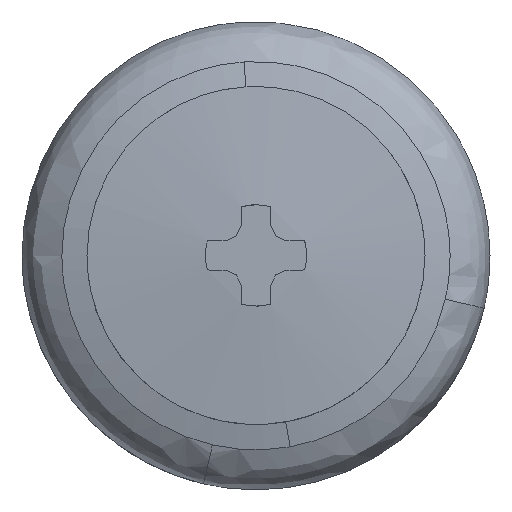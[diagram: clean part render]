
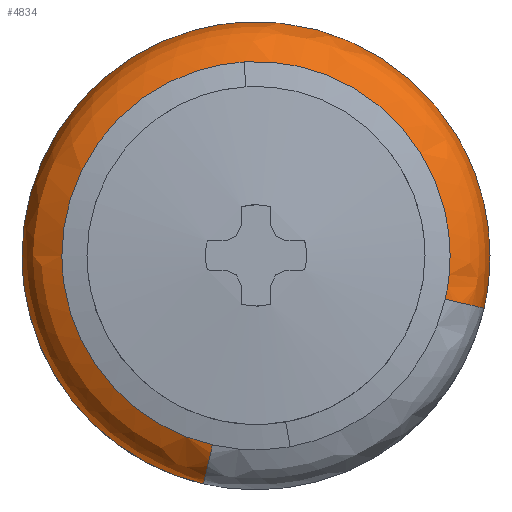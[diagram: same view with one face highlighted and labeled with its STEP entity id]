
A CAD part, top view. The second image highlights one B-rep face of the part: STEP entity #4834.
In plain terms, the highlighted free-form (B-spline) face has degree [2, 2] with [7, 3] control points.
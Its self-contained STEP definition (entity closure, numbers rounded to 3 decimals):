
#3906=CARTESIAN_POINT('',(8.425,3.165,-7.577));
#3907=VERTEX_POINT('',#3906);
#3908=CARTESIAN_POINT('',(9.,0.0,-7.577));
#3909=VERTEX_POINT('',#3908);
#3910=CARTESIAN_POINT('',(8.425,3.165,-7.577));
#3911=CARTESIAN_POINT('',(9.,1.634,-7.577));
#3912=CARTESIAN_POINT('',(9.,0.0,-7.577));
#3920=(BOUNDED_CURVE()B_SPLINE_CURVE(2,(#3910,#3911,#3912),.UNSPECIFIED.,.F.,.U.)B_SPLINE_CURVE_WITH_KNOTS((3,3),(0.44,0.5),.UNSPECIFIED.)CURVE()GEOMETRIC_REPRESENTATION_ITEM()RATIONAL_B_SPLINE_CURVE((0.893,0.93,1.0))REPRESENTATION_ITEM(''));
#3921=EDGE_CURVE('',#3907,#3909,#3920,.T.);
#3923=CARTESIAN_POINT('',(8.771,-2.018,-7.577));
#3924=VERTEX_POINT('',#3923);
#3925=CARTESIAN_POINT('',(9.,0.0,-7.577));
#3926=CARTESIAN_POINT('',(9.,-1.022,-7.577));
#3927=CARTESIAN_POINT('',(8.771,-2.018,-7.577));
#3935=(BOUNDED_CURVE()B_SPLINE_CURVE(2,(#3925,#3926,#3927),.UNSPECIFIED.,.F.,.U.)B_SPLINE_CURVE_WITH_KNOTS((3,3),(0.5,0.538),.UNSPECIFIED.)CURVE()GEOMETRIC_REPRESENTATION_ITEM()RATIONAL_B_SPLINE_CURVE((1.0,0.955,0.924))REPRESENTATION_ITEM(''));
#3936=EDGE_CURVE('',#3909,#3924,#3935,.T.);
#3938=CARTESIAN_POINT('',(-2.018,-8.771,-7.577));
#3939=VERTEX_POINT('',#3938);
#3955=CARTESIAN_POINT('',(-9.,0.0,-7.577));
#3956=VERTEX_POINT('',#3955);
#3957=CARTESIAN_POINT('',(-2.018,-8.771,-7.577));
#3958=CARTESIAN_POINT('',(-9.,-7.164,-7.577));
#3959=CARTESIAN_POINT('',(-9.,0.0,-7.577));
#3967=(BOUNDED_CURVE()B_SPLINE_CURVE(2,(#3957,#3958,#3959),.UNSPECIFIED.,.F.,.U.)B_SPLINE_CURVE_WITH_KNOTS((3,3),(0.788,1.0),.UNSPECIFIED.)CURVE()GEOMETRIC_REPRESENTATION_ITEM()RATIONAL_B_SPLINE_CURVE((0.924,0.752,1.0))REPRESENTATION_ITEM(''));
#3968=EDGE_CURVE('',#3939,#3956,#3967,.T.);
#3970=CARTESIAN_POINT('',(-0.549,8.983,-7.577));
#3971=VERTEX_POINT('',#3970);
#3972=CARTESIAN_POINT('',(-9.,0.0,-7.577));
#3973=CARTESIAN_POINT('',(-9.,8.466,-7.577));
#3974=CARTESIAN_POINT('',(-0.549,8.983,-7.577));
#3982=(BOUNDED_CURVE()B_SPLINE_CURVE(2,(#3972,#3973,#3974),.UNSPECIFIED.,.F.,.U.)B_SPLINE_CURVE_WITH_KNOTS((3,3),(0.0,0.239),.UNSPECIFIED.)CURVE()GEOMETRIC_REPRESENTATION_ITEM()RATIONAL_B_SPLINE_CURVE((1.0,0.72,0.976))REPRESENTATION_ITEM(''));
#3983=EDGE_CURVE('',#3956,#3971,#3982,.T.);
#4061=CARTESIAN_POINT('',(-0.549,8.983,-7.577));
#4062=CARTESIAN_POINT('',(-0.275,9.,-7.577));
#4063=CARTESIAN_POINT('',(0.0,9.,-7.577));
#4064=CARTESIAN_POINT('',(6.233,9.,-7.577));
#4065=CARTESIAN_POINT('',(8.425,3.165,-7.577));
#4073=(BOUNDED_CURVE()B_SPLINE_CURVE(2,(#4061,#4062,#4063,#4064,#4065),.UNSPECIFIED.,.F.,.U.)B_SPLINE_CURVE_WITH_KNOTS((3,2,3),(0.239,0.25,0.44),.UNSPECIFIED.)CURVE()GEOMETRIC_REPRESENTATION_ITEM()RATIONAL_B_SPLINE_CURVE((0.976,0.988,1.0,0.777,0.893))REPRESENTATION_ITEM(''));
#4074=EDGE_CURVE('',#3971,#3907,#4073,.T.);
#4120=CARTESIAN_POINT('',(-1.675,-7.277,-5.632));
#4121=VERTEX_POINT('',#4120);
#4191=CARTESIAN_POINT('',(-0.456,7.453,-5.632));
#4192=VERTEX_POINT('',#4191);
#4198=CARTESIAN_POINT('',(-7.467,0.0,-5.632));
#4199=VERTEX_POINT('',#4198);
#4200=CARTESIAN_POINT('',(-7.467,0.0,-5.632));
#4201=CARTESIAN_POINT('',(-7.467,7.024,-5.632));
#4202=CARTESIAN_POINT('',(-0.456,7.453,-5.632));
#4210=(BOUNDED_CURVE()B_SPLINE_CURVE(2,(#4200,#4201,#4202),.UNSPECIFIED.,.F.,.U.)B_SPLINE_CURVE_WITH_KNOTS((3,3),(0.0,0.239),.UNSPECIFIED.)CURVE()GEOMETRIC_REPRESENTATION_ITEM()RATIONAL_B_SPLINE_CURVE((1.0,0.72,0.976))REPRESENTATION_ITEM(''));
#4211=EDGE_CURVE('',#4199,#4192,#4210,.T.);
#4213=CARTESIAN_POINT('',(-1.675,-7.277,-5.632));
#4214=CARTESIAN_POINT('',(-7.467,-5.944,-5.632));
#4215=CARTESIAN_POINT('',(-7.467,0.0,-5.632));
#4223=(BOUNDED_CURVE()B_SPLINE_CURVE(2,(#4213,#4214,#4215),.UNSPECIFIED.,.F.,.U.)B_SPLINE_CURVE_WITH_KNOTS((3,3),(0.788,1.0),.UNSPECIFIED.)CURVE()GEOMETRIC_REPRESENTATION_ITEM()RATIONAL_B_SPLINE_CURVE((0.924,0.752,1.0))REPRESENTATION_ITEM(''));
#4224=EDGE_CURVE('',#4121,#4199,#4223,.T.);
#4247=CARTESIAN_POINT('',(7.277,-1.675,-5.632));
#4248=VERTEX_POINT('',#4247);
#4262=CARTESIAN_POINT('',(7.467,0.0,-5.632));
#4263=VERTEX_POINT('',#4262);
#4264=CARTESIAN_POINT('',(7.467,0.0,-5.632));
#4265=CARTESIAN_POINT('',(7.467,-0.848,-5.632));
#4266=CARTESIAN_POINT('',(7.277,-1.675,-5.632));
#4274=(BOUNDED_CURVE()B_SPLINE_CURVE(2,(#4264,#4265,#4266),.UNSPECIFIED.,.F.,.U.)B_SPLINE_CURVE_WITH_KNOTS((3,3),(0.5,0.538),.UNSPECIFIED.)CURVE()GEOMETRIC_REPRESENTATION_ITEM()RATIONAL_B_SPLINE_CURVE((1.0,0.955,0.924))REPRESENTATION_ITEM(''));
#4275=EDGE_CURVE('',#4263,#4248,#4274,.T.);
#4277=CARTESIAN_POINT('',(-0.456,7.453,-5.632));
#4278=CARTESIAN_POINT('',(-0.228,7.467,-5.632));
#4279=CARTESIAN_POINT('',(0.0,7.467,-5.632));
#4280=CARTESIAN_POINT('',(7.467,7.467,-5.632));
#4281=CARTESIAN_POINT('',(7.467,0.0,-5.632));
#4289=(BOUNDED_CURVE()B_SPLINE_CURVE(2,(#4277,#4278,#4279,#4280,#4281),.UNSPECIFIED.,.F.,.U.)B_SPLINE_CURVE_WITH_KNOTS((3,2,3),(0.239,0.25,0.5),.UNSPECIFIED.)CURVE()GEOMETRIC_REPRESENTATION_ITEM()RATIONAL_B_SPLINE_CURVE((0.976,0.988,1.0,0.707,1.0))REPRESENTATION_ITEM(''));
#4290=EDGE_CURVE('',#4192,#4263,#4289,.T.);
#4768=CARTESIAN_POINT('',(-1.648,-7.16,-5.607));
#4769=CARTESIAN_POINT('',(-8.808,-5.512,-5.607));
#4770=CARTESIAN_POINT('',(-7.16,1.648,-5.607));
#4771=CARTESIAN_POINT('',(-5.512,8.808,-5.607));
#4772=CARTESIAN_POINT('',(1.648,7.16,-5.607));
#4773=CARTESIAN_POINT('',(8.808,5.512,-5.607));
#4774=CARTESIAN_POINT('',(7.16,-1.648,-5.607));
#4775=CARTESIAN_POINT('',(-2.042,-8.874,-5.917));
#4776=CARTESIAN_POINT('',(-10.916,-6.831,-5.917));
#4777=CARTESIAN_POINT('',(-8.874,2.042,-5.917));
#4778=CARTESIAN_POINT('',(-6.831,10.916,-5.917));
#4779=CARTESIAN_POINT('',(2.042,8.874,-5.917));
#4780=CARTESIAN_POINT('',(10.916,6.831,-5.917));
#4781=CARTESIAN_POINT('',(8.874,-2.042,-5.917));
#4782=CARTESIAN_POINT('',(-2.018,-8.767,-7.699));
#4783=CARTESIAN_POINT('',(-10.785,-6.749,-7.699));
#4784=CARTESIAN_POINT('',(-8.767,2.018,-7.699));
#4785=CARTESIAN_POINT('',(-6.749,10.785,-7.699));
#4786=CARTESIAN_POINT('',(2.018,8.767,-7.699));
#4787=CARTESIAN_POINT('',(10.785,6.749,-7.699));
#4788=CARTESIAN_POINT('',(8.767,-2.018,-7.699));
#4796=(BOUNDED_SURFACE()B_SPLINE_SURFACE(2,2,((#4768,#4775,#4782),(#4769,#4776,#4783),(#4770,#4777,#4784),(#4771,#4778,#4785),(#4772,#4779,#4786),(#4773,#4780,#4787),(#4774,#4781,#4788)),.UNSPECIFIED.,.F.,.F.,.U.)B_SPLINE_SURFACE_WITH_KNOTS((3,2,2,3),(3,3),(0.0,14.905,29.811,44.716),(0.0,3.051),.UNSPECIFIED.)GEOMETRIC_REPRESENTATION_ITEM()RATIONAL_B_SPLINE_SURFACE(((0.915,0.682,0.914),(0.647,0.483,0.647),(0.915,0.682,0.914),(0.647,0.483,0.647),(0.915,0.682,0.914),(0.647,0.483,0.647),(0.915,0.682,0.914)))REPRESENTATION_ITEM('')SURFACE());
#4797=ORIENTED_EDGE('',*,*,#3968,.F.);
#4798=CARTESIAN_POINT('',(-1.675,-7.277,-5.632));
#4799=CARTESIAN_POINT('',(-2.018,-8.771,-6.));
#4800=CARTESIAN_POINT('',(-2.018,-8.771,-7.577));
#4808=(BOUNDED_CURVE()B_SPLINE_CURVE(2,(#4798,#4799,#4800),.UNSPECIFIED.,.F.,.U.)B_SPLINE_CURVE_WITH_KNOTS((3,3),(-1.693,-0.311),.UNSPECIFIED.)CURVE()GEOMETRIC_REPRESENTATION_ITEM()RATIONAL_B_SPLINE_CURVE((0.895,0.703,0.894))REPRESENTATION_ITEM(''));
#4809=EDGE_CURVE('',#4121,#3939,#4808,.T.);
#4810=ORIENTED_EDGE('',*,*,#4809,.F.);
#4811=ORIENTED_EDGE('',*,*,#4224,.T.);
#4812=ORIENTED_EDGE('',*,*,#4211,.T.);
#4813=ORIENTED_EDGE('',*,*,#4290,.T.);
#4814=ORIENTED_EDGE('',*,*,#4275,.T.);
#4815=CARTESIAN_POINT('',(7.277,-1.675,-5.632));
#4816=CARTESIAN_POINT('',(8.771,-2.018,-6.));
#4817=CARTESIAN_POINT('',(8.771,-2.018,-7.577));
#4825=(BOUNDED_CURVE()B_SPLINE_CURVE(2,(#4815,#4816,#4817),.UNSPECIFIED.,.F.,.U.)B_SPLINE_CURVE_WITH_KNOTS((3,3),(-1.693,-0.311),.UNSPECIFIED.)CURVE()GEOMETRIC_REPRESENTATION_ITEM()RATIONAL_B_SPLINE_CURVE((0.895,0.703,0.894))REPRESENTATION_ITEM(''));
#4826=EDGE_CURVE('',#4248,#3924,#4825,.T.);
#4827=ORIENTED_EDGE('',*,*,#4826,.T.);
#4828=ORIENTED_EDGE('',*,*,#3936,.F.);
#4829=ORIENTED_EDGE('',*,*,#3921,.F.);
#4830=ORIENTED_EDGE('',*,*,#4074,.F.);
#4831=ORIENTED_EDGE('',*,*,#3983,.F.);
#4832=EDGE_LOOP('',(#4797,#4810,#4811,#4812,#4813,#4814,#4827,#4828,#4829,#4830,#4831));
#4833=FACE_OUTER_BOUND('',#4832,.T.);
#4834=ADVANCED_FACE('',(#4833),#4796,.T.);
